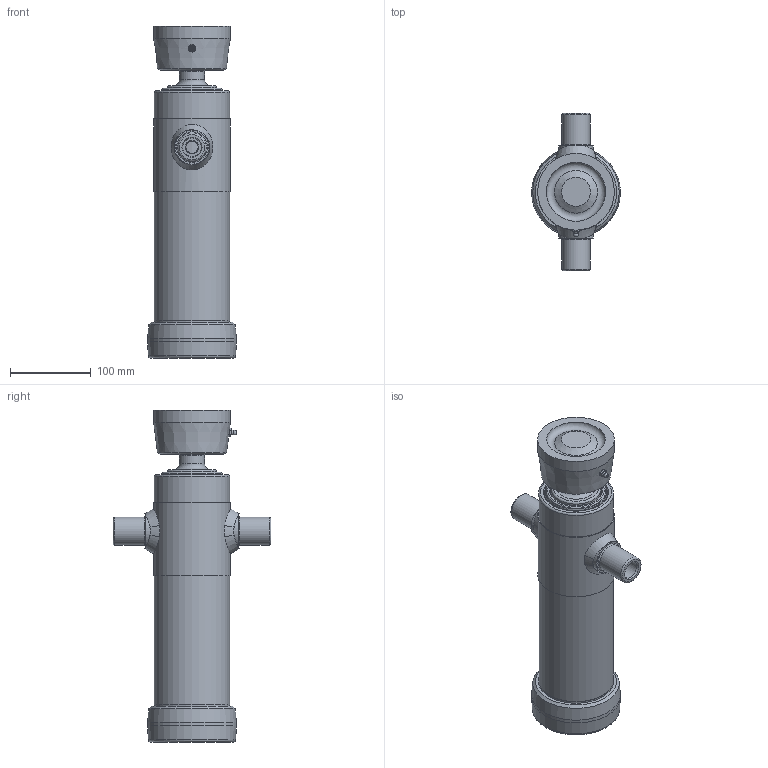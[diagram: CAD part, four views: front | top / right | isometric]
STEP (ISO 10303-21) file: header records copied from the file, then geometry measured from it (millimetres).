
FILE_DESCRIPTION(/* description */ ('Unknown'),/* implementation_level */ '2;1');
FILE_NAME(/* name */ '3021S',/* time_stamp */ '2018-09-12T10:40:31+02:00',/* author */ ('Unknown'),/* organization */ ('Unknown'),/* preprocessor_version */ 'ST-DEVELOPER v16',/* originating_system */ 'DEX',/* authorisation */ $);
FILE_SCHEMA (('AUTOMOTIVE_DESIGN {1 0 10303 214 3 1 1}'));
Length unit declared in the file: millimetre
Products named in the file (15): 3340; 4124; 4124|288|245|Saldatura d'angolo 2; 701; 702; 3081; 4123; 4122; 548; 2248; 2247; 2388
Assembly tree (12 placements, depth 3):
  3340
    4124
      4124
      701
      702
    3081
    4123
    4122
    548
      548
      2248
      2247
      2388
  4124|288|245|Saldatura d'angolo 2
  4124|288|245|Saldatura d'angolo 2
Bounding box: 110 x 195 x 411.05 mm (x, y, z)
Volume: 2515848.3 mm3; surface area: 525322.4 mm2
Topology: 12 solids, 12 shells, 229 faces, 478 edges, 296 vertices
Faces by surface type: plane 64, cylinder 61, torus 44, cone 29, bspline 24, sphere 7
Full cylindrical faces by diameter (mm): 3.2 x2, 5 x2, 6.647 x1, 8 x1, 15 x1, 16 x1, 16.376 x1, 23 x1, 31 x1, 35 x2, 43 x2, 52 x1, 60 x1, 61 x3, 64 x1, 65.8 x1, 66 x2, 67.2 x1, 69 x1, 75 x2, 75.2 x2, 76 x3, 78 x1, 79 x1, 81 x1, 82 x1, 84 x1, 90 x1, 90.335 x1, 90.5 x1
Entity records: 10786 total; most frequent: CARTESIAN_POINT 5778, DIRECTION 888, ORIENTED_EDGE 652, AXIS2_PLACEMENT_3D 415, FACE_BOUND 392, EDGE_LOOP 390, EDGE_CURVE 326, VERTEX_POINT 264
